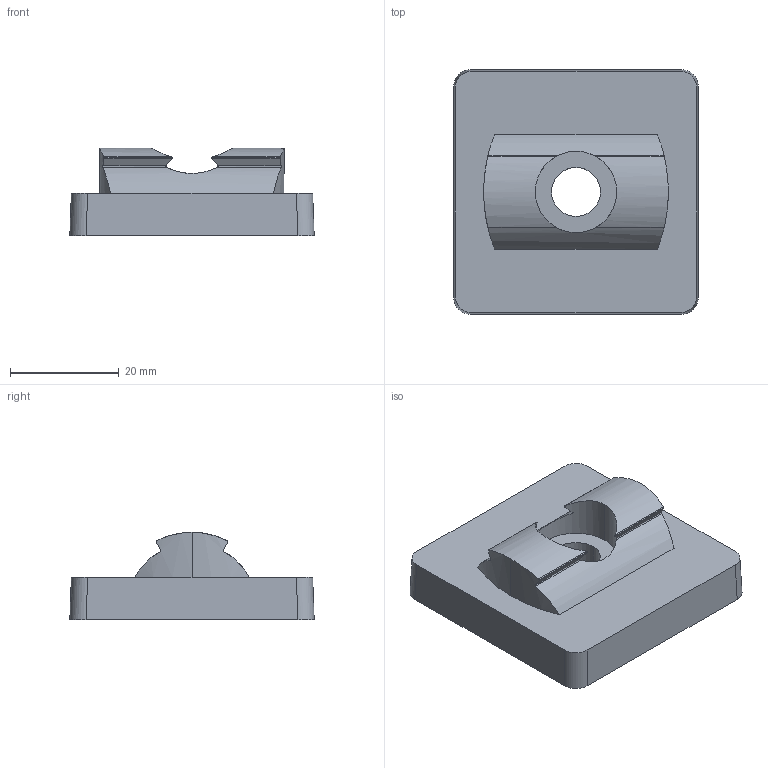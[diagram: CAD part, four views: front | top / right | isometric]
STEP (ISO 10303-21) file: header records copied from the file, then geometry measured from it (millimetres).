
FILE_DESCRIPTION (( 'STEP AP214' ), '1' );
FILE_NAME ('6951059', '2019-02-04T08:17:05', ( '' ), ('JUGARD+KÜNSTNER GmbH'), 'SwSTEP 2.0', 'SolidWorks 2017', '' );
FILE_SCHEMA (( 'AUTOMOTIVE_DESIGN' ));
Length unit declared in the file: millimetre
Products named in the file (1): 6951059_CNAJF00
Bounding box: 45 x 45 x 16.11 mm (x, y, z)
Volume: 17752.2 mm3; surface area: 6249.2 mm2
Topology: 1 solids, 1 shells, 38 faces, 105 edges, 70 vertices
Faces by surface type: cylinder 27, plane 11
Entity records: 1841 total; most frequent: CARTESIAN_POINT 523, ORIENTED_EDGE 210, DIRECTION 139, EDGE_CURVE 105, VERTEX_POINT 70, AXIS2_PLACEMENT_3D 48, VECTOR 43, LINE 43
